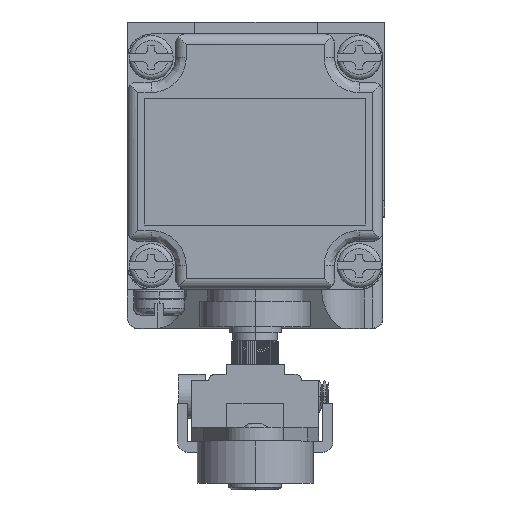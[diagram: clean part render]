
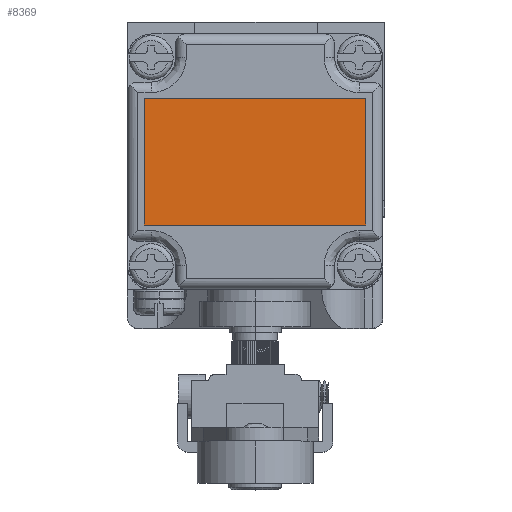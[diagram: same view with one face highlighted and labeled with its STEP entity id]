
A CAD part, top view. The second image highlights one B-rep face of the part: STEP entity #8369.
In plain terms, the highlighted planar face has unit normal (0, 0, 1).
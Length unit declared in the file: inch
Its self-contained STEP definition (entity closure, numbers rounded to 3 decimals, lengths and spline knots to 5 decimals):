
#34470 = CARTESIAN_POINT ( 'NONE',  ( -1.31567, 0.9037, 2.06581 ) ) ;
#35121 = CARTESIAN_POINT ( 'NONE',  ( -2.62567, 0.9037, 2.06581 ) ) ;
#36099 = LINE ( 'NONE', #36100, #36133 ) ;
#36100 = CARTESIAN_POINT ( 'NONE',  ( -2.62567, 0.9037, 2.06581 ) ) ;
#36133 = VECTOR ( 'NONE', #36134, 39.37008 ) ;
#36134 = DIRECTION ( 'NONE',  ( 1., 0., 0. ) ) ;
#19794 = EDGE_CURVE ( 'NONE', #21933, #27789, #24582, .T. ) ;
#20680 = ORIENTED_EDGE ( 'NONE', *, *, #19794, .T. ) ;
#21933 = VERTEX_POINT ( 'NONE', #28485 ) ;
#5735 = FACE_OUTER_BOUND ( 'NONE', #8051, .T. ) ;
#5736 = PLANE ( 'NONE',  #5737 ) ;
#5737 = AXIS2_PLACEMENT_3D ( 'NONE', #5767, #5768, #5769 ) ;
#5767 = CARTESIAN_POINT ( 'NONE',  ( -1.97067, 1.2787, 2.06581 ) ) ;
#5768 = DIRECTION ( 'NONE',  ( 0., 0., -1. ) ) ;
#5769 = DIRECTION ( 'NONE',  ( 0., 1., 0. ) ) ;
#22457 = EDGE_CURVE ( 'NONE', #24600, #21933, #29048, .T. ) ;
#23341 = ORIENTED_EDGE ( 'NONE', *, *, #22457, .T. ) ;
#8051 = EDGE_LOOP ( 'NONE', ( #28854, #26006, #23341, #20680 ) ) ;
#24582 = LINE ( 'NONE', #24583, #24607 ) ;
#24583 = CARTESIAN_POINT ( 'NONE',  ( -2.62567, 1.6537, 2.06581 ) ) ;
#24600 = VERTEX_POINT ( 'NONE', #31476 ) ;
#24607 = VECTOR ( 'NONE', #24608, 39.37008 ) ;
#24608 = DIRECTION ( 'NONE',  ( 0., -1., 0. ) ) ;
#8369 = ADVANCED_FACE ( 'NONE', ( #5735 ), #5736, .F. ) ;
#25135 = EDGE_CURVE ( 'NONE', #27255, #24600, #31957, .T. ) ;
#26006 = ORIENTED_EDGE ( 'NONE', *, *, #25135, .T. ) ;
#27255 = VERTEX_POINT ( 'NONE', #34470 ) ;
#27789 = VERTEX_POINT ( 'NONE', #35121 ) ;
#28278 = EDGE_CURVE ( 'NONE', #27789, #27255, #36099, .T. ) ;
#28485 = CARTESIAN_POINT ( 'NONE',  ( -2.62567, 1.6537, 2.06581 ) ) ;
#28854 = ORIENTED_EDGE ( 'NONE', *, *, #28278, .T. ) ;
#29048 = LINE ( 'NONE', #29049, #29050 ) ;
#29049 = CARTESIAN_POINT ( 'NONE',  ( -1.31567, 1.6537, 2.06581 ) ) ;
#29050 = VECTOR ( 'NONE', #29051, 39.37008 ) ;
#29051 = DIRECTION ( 'NONE',  ( -1., 0., 0. ) ) ;
#31476 = CARTESIAN_POINT ( 'NONE',  ( -1.31567, 1.6537, 2.06581 ) ) ;
#31957 = LINE ( 'NONE', #31958, #31959 ) ;
#31958 = CARTESIAN_POINT ( 'NONE',  ( -1.31567, 0.9037, 2.06581 ) ) ;
#31959 = VECTOR ( 'NONE', #31960, 39.37008 ) ;
#31960 = DIRECTION ( 'NONE',  ( 0., 1., 0. ) ) ;
